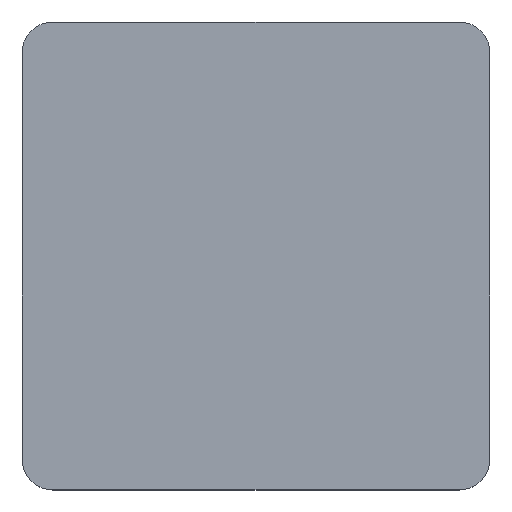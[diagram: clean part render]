
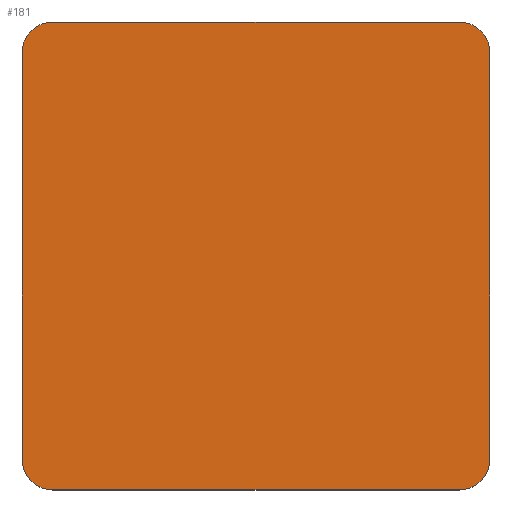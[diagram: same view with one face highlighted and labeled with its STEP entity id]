
A CAD part, top view. The second image highlights one B-rep face of the part: STEP entity #181.
In plain terms, the highlighted planar face has unit normal (0, 0, 1).
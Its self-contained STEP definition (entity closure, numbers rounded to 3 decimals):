
#16=CIRCLE('',#200,2.5);
#18=CIRCLE('',#204,2.5);
#20=CIRCLE('',#208,2.5);
#22=CIRCLE('',#212,2.5);
#35=FACE_OUTER_BOUND('',#45,.T.);
#45=EDGE_LOOP('',(#151,#152,#153,#154,#155,#156,#157,#158));
#49=LINE('',#277,#65);
#54=LINE('',#290,#70);
#58=LINE('',#302,#74);
#62=LINE('',#314,#78);
#65=VECTOR('',#221,1000.);
#70=VECTOR('',#234,1000.);
#74=VECTOR('',#246,1000.);
#78=VECTOR('',#258,1000.);
#81=VERTEX_POINT('',#274);
#82=VERTEX_POINT('',#276);
#84=VERTEX_POINT('',#282);
#86=VERTEX_POINT('',#288);
#88=VERTEX_POINT('',#294);
#90=VERTEX_POINT('',#300);
#92=VERTEX_POINT('',#306);
#94=VERTEX_POINT('',#312);
#97=EDGE_CURVE('',#81,#82,#49,.T.);
#101=EDGE_CURVE('',#81,#84,#16,.T.);
#104=EDGE_CURVE('',#86,#84,#54,.T.);
#107=EDGE_CURVE('',#86,#88,#18,.T.);
#110=EDGE_CURVE('',#88,#90,#58,.T.);
#113=EDGE_CURVE('',#90,#92,#20,.T.);
#116=EDGE_CURVE('',#92,#94,#62,.T.);
#118=EDGE_CURVE('',#94,#82,#22,.T.);
#151=ORIENTED_EDGE('',*,*,#97,.F.);
#152=ORIENTED_EDGE('',*,*,#101,.T.);
#153=ORIENTED_EDGE('',*,*,#104,.F.);
#154=ORIENTED_EDGE('',*,*,#107,.T.);
#155=ORIENTED_EDGE('',*,*,#110,.T.);
#156=ORIENTED_EDGE('',*,*,#113,.T.);
#157=ORIENTED_EDGE('',*,*,#116,.T.);
#158=ORIENTED_EDGE('',*,*,#118,.T.);
#171=PLANE('',#213);
#181=ADVANCED_FACE('',(#35),#171,.T.);
#200=AXIS2_PLACEMENT_3D('',#284,#228,#229);
#204=AXIS2_PLACEMENT_3D('',#296,#240,#241);
#208=AXIS2_PLACEMENT_3D('',#308,#252,#253);
#212=AXIS2_PLACEMENT_3D('',#317,#263,#264);
#213=AXIS2_PLACEMENT_3D('',#318,#265,#266);
#221=DIRECTION('',(1.,0.,0.));
#228=DIRECTION('center_axis',(0.,0.,1.));
#229=DIRECTION('ref_axis',(1.,0.,0.));
#234=DIRECTION('',(0.,1.,0.));
#240=DIRECTION('center_axis',(0.,0.,1.));
#241=DIRECTION('ref_axis',(1.,0.,0.));
#246=DIRECTION('',(1.,0.,0.));
#252=DIRECTION('center_axis',(0.,0.,1.));
#253=DIRECTION('ref_axis',(1.,0.,0.));
#258=DIRECTION('',(0.,1.,0.));
#263=DIRECTION('center_axis',(0.,0.,1.));
#264=DIRECTION('ref_axis',(1.,0.,0.));
#265=DIRECTION('center_axis',(0.,0.,1.));
#266=DIRECTION('ref_axis',(1.,0.,0.));
#274=CARTESIAN_POINT('',(-59.591,-273.361,19.75));
#276=CARTESIAN_POINT('',(-26.491,-273.361,19.75));
#277=CARTESIAN_POINT('',(-43.041,-273.361,19.75));
#282=CARTESIAN_POINT('',(-62.091,-275.861,19.75));
#284=CARTESIAN_POINT('Origin',(-59.591,-275.861,19.75));
#288=CARTESIAN_POINT('',(-62.091,-308.961,19.75));
#290=CARTESIAN_POINT('',(-62.091,-292.411,19.75));
#294=CARTESIAN_POINT('',(-59.591,-311.461,19.75));
#296=CARTESIAN_POINT('Origin',(-59.591,-308.961,19.75));
#300=CARTESIAN_POINT('',(-26.491,-311.461,19.75));
#302=CARTESIAN_POINT('',(-43.041,-311.461,19.75));
#306=CARTESIAN_POINT('',(-23.991,-308.961,19.75));
#308=CARTESIAN_POINT('Origin',(-26.491,-308.961,19.75));
#312=CARTESIAN_POINT('',(-23.991,-275.861,19.75));
#314=CARTESIAN_POINT('',(-23.991,-292.411,19.75));
#317=CARTESIAN_POINT('Origin',(-26.491,-275.861,19.75));
#318=CARTESIAN_POINT('Origin',(-43.041,-292.411,19.75));
